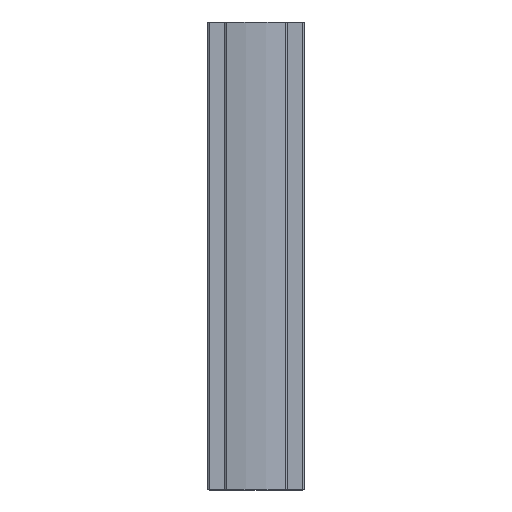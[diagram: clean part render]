
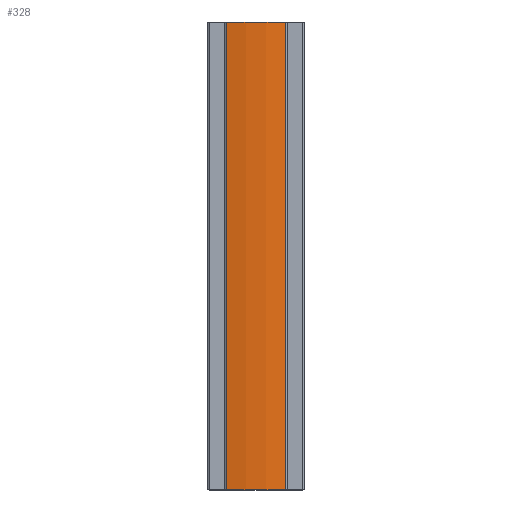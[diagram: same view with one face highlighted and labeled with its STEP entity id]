
A CAD part, top view. The second image highlights one B-rep face of the part: STEP entity #328.
In plain terms, the highlighted cylindrical face has radius 45.796 mm (diameter 91.592 mm), a partial arc.
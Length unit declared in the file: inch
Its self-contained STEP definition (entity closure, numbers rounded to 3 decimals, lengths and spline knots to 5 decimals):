
#264=CARTESIAN_POINT('',(0.38027,6.0,0.19944));
#265=VERTEX_POINT('',#264);
#273=CARTESIAN_POINT('',(0.38027,0.0,0.19944));
#274=VERTEX_POINT('',#273);
#275=CARTESIAN_POINT('',(0.38027,0.0,0.19944));
#276=DIRECTION('',(0.0,1.0,-0.0));
#277=VECTOR('',#276,1.0);
#278=LINE('',#275,#277);
#279=EDGE_CURVE('',#274,#265,#278,.T.);
#296=ORIENTED_EDGE('',*,*,#279,.T.);
#297=CARTESIAN_POINT('',(-0.38027,6.0,0.19944));
#298=VERTEX_POINT('',#297);
#299=CARTESIAN_POINT('',(0.0,6.0,-1.563));
#300=DIRECTION('',(0.0,-1.0,0.0));
#301=DIRECTION('',(1.0,0.0,0.0));
#302=AXIS2_PLACEMENT_3D('',#299,#300,#301);
#303=CIRCLE('',#302,1.803);
#304=EDGE_CURVE('',#265,#298,#303,.T.);
#305=ORIENTED_EDGE('',*,*,#304,.T.);
#306=CARTESIAN_POINT('',(-0.38027,0.0,0.19944));
#307=VERTEX_POINT('',#306);
#308=CARTESIAN_POINT('',(-0.38027,0.0,0.19944));
#309=DIRECTION('',(0.0,1.0,-0.0));
#310=VECTOR('',#309,1.0);
#311=LINE('',#308,#310);
#312=EDGE_CURVE('',#307,#298,#311,.T.);
#313=ORIENTED_EDGE('',*,*,#312,.F.);
#314=CARTESIAN_POINT('',(0.0,0.0,-1.563));
#315=DIRECTION('',(0.0,-1.0,0.0));
#316=DIRECTION('',(1.0,0.0,0.0));
#317=AXIS2_PLACEMENT_3D('',#314,#315,#316);
#318=CIRCLE('',#317,1.803);
#319=EDGE_CURVE('',#274,#307,#318,.T.);
#320=ORIENTED_EDGE('',*,*,#319,.F.);
#321=EDGE_LOOP('',(#296,#305,#313,#320));
#322=FACE_OUTER_BOUND('',#321,.T.);
#323=CARTESIAN_POINT('',(0.0,0.0,-1.563));
#324=DIRECTION('',(0.0,1.0,-0.0));
#325=DIRECTION('',(1.0,0.0,0.0));
#326=AXIS2_PLACEMENT_3D('',#323,#324,#325);
#327=CYLINDRICAL_SURFACE('',#326,1.803);
#328=ADVANCED_FACE('',(#322),#327,.T.);
